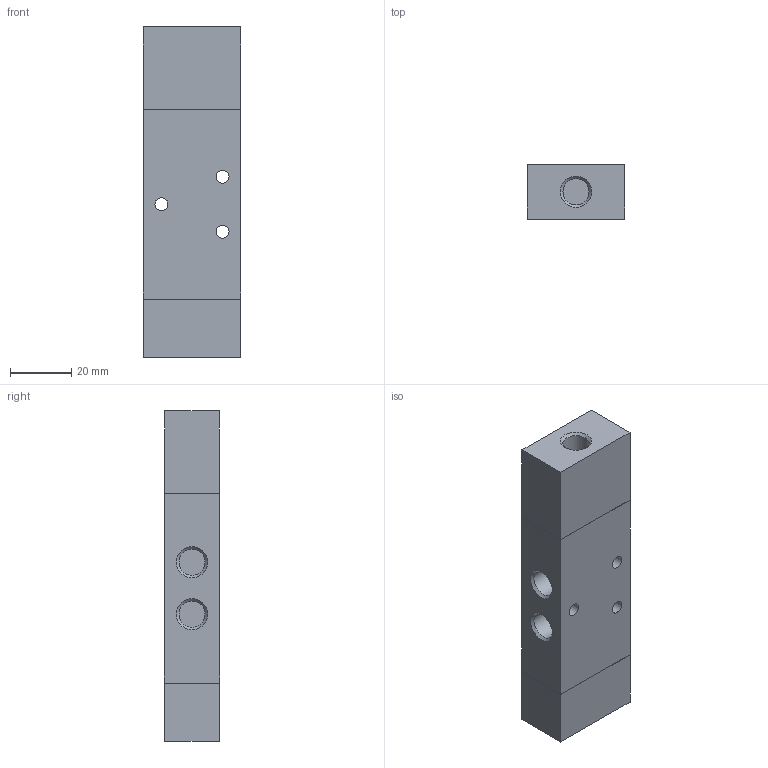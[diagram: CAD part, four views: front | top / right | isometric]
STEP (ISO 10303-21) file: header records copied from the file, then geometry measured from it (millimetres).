
FILE_DESCRIPTION((''),'2;1');
FILE_NAME('228_52_11_12-1.stp','2006-12-19T09:23:59',('rivolro1'),(''),'Autodesk Inventor 11','Autodesk Inventor 11','');
FILE_SCHEMA(('AUTOMOTIVE_DESIGN { 1 0 10303 214 1 1 1 1 }'));
Length unit declared in the file: millimetre
Products named in the file (1): 228_52_11_12-1
Bounding box: 32 x 18 x 108 mm (x, y, z)
Volume: 58468.9 mm3; surface area: 13852 mm2
Topology: 1 solids, 1 shells, 37 faces, 75 edges, 48 vertices
Faces by surface type: bspline 18, plane 16, cylinder 3
Full cylindrical faces by diameter (mm): 4.25 x3
Entity records: 1081 total; most frequent: CARTESIAN_POINT 368, DIRECTION 124, ORIENTED_EDGE 120, EDGE_LOOP 66, EDGE_CURVE 60, VERTEX_POINT 48, AXIS2_PLACEMENT_3D 44, FACE_OUTER_BOUND 37
